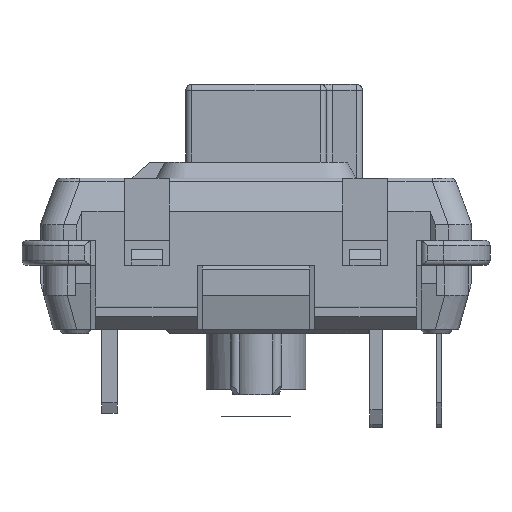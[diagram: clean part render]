
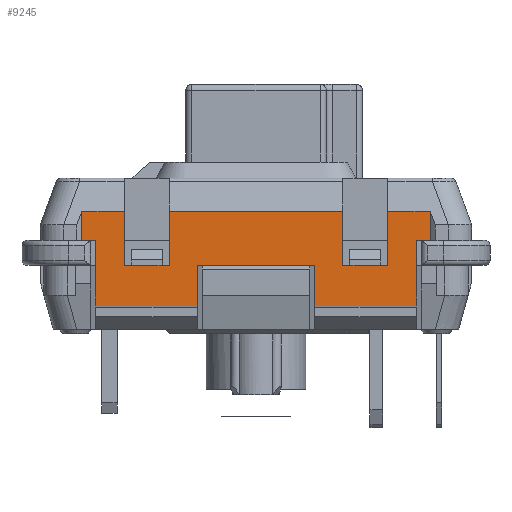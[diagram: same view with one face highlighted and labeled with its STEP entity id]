
A CAD part, left-side view. The second image highlights one B-rep face of the part: STEP entity #9245.
In plain terms, the highlighted planar face has unit normal (-1, 0, 0).
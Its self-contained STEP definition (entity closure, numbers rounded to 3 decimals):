
#589=FACE_OUTER_BOUND('',#1110,.T.);
#1110=EDGE_LOOP('',(#6469,#6470,#6471,#6472,#6473,#6474,#6475,#6476,#6477,
#6478,#6479,#6480,#6481,#6482,#6483,#6484,#6485,#6486,#6487,#6488));
#1575=LINE('',#12936,#2674);
#1583=LINE('',#12952,#2682);
#1593=LINE('',#12975,#2692);
#1598=LINE('',#12982,#2697);
#1746=LINE('',#13933,#2845);
#1750=LINE('',#13943,#2849);
#1759=LINE('',#13963,#2858);
#1763=LINE('',#13970,#2862);
#1788=LINE('',#14025,#2887);
#1795=LINE('',#14041,#2894);
#1802=LINE('',#14055,#2901);
#1804=LINE('',#14059,#2903);
#1833=LINE('',#14119,#2932);
#1837=LINE('',#14128,#2936);
#1838=LINE('',#14131,#2937);
#1839=LINE('',#14132,#2938);
#1840=LINE('',#14133,#2939);
#1841=LINE('',#14135,#2940);
#1842=LINE('',#14137,#2941);
#1843=LINE('',#14138,#2942);
#2674=VECTOR('',#10417,10.);
#2682=VECTOR('',#10429,10.);
#2692=VECTOR('',#10445,10.);
#2697=VECTOR('',#10452,10.);
#2845=VECTOR('',#10708,10.);
#2849=VECTOR('',#10716,10.);
#2858=VECTOR('',#10729,10.);
#2862=VECTOR('',#10737,10.);
#2887=VECTOR('',#10778,10.);
#2894=VECTOR('',#10791,10.);
#2901=VECTOR('',#10802,10.);
#2903=VECTOR('',#10806,10.);
#2932=VECTOR('',#10851,10.);
#2936=VECTOR('',#10857,10.);
#2937=VECTOR('',#10860,10.);
#2938=VECTOR('',#10861,10.);
#2939=VECTOR('',#10862,10.);
#2940=VECTOR('',#10863,10.);
#2941=VECTOR('',#10864,10.);
#2942=VECTOR('',#10865,10.);
#3773=VERTEX_POINT('',#12933);
#3774=VERTEX_POINT('',#12935);
#3779=VERTEX_POINT('',#12948);
#3780=VERTEX_POINT('',#12950);
#3790=VERTEX_POINT('',#12974);
#3902=VERTEX_POINT('',#13929);
#3904=VERTEX_POINT('',#13932);
#3908=VERTEX_POINT('',#13941);
#3917=VERTEX_POINT('',#13962);
#3918=VERTEX_POINT('',#13969);
#3938=VERTEX_POINT('',#14021);
#3940=VERTEX_POINT('',#14024);
#3951=VERTEX_POINT('',#14054);
#3952=VERTEX_POINT('',#14058);
#3974=VERTEX_POINT('',#14115);
#3976=VERTEX_POINT('',#14121);
#3979=VERTEX_POINT('',#14126);
#3980=VERTEX_POINT('',#14130);
#3981=VERTEX_POINT('',#14134);
#3982=VERTEX_POINT('',#14136);
#4658=EDGE_CURVE('',#3774,#3773,#1575,.T.);
#4666=EDGE_CURVE('',#3780,#3779,#1583,.T.);
#4676=EDGE_CURVE('',#3774,#3790,#1593,.T.);
#4681=EDGE_CURVE('',#3779,#3773,#1598,.T.);
#4849=EDGE_CURVE('',#3902,#3904,#1746,.T.);
#4854=EDGE_CURVE('',#3908,#3902,#1750,.T.);
#4864=EDGE_CURVE('',#3904,#3917,#1759,.T.);
#4868=EDGE_CURVE('',#3918,#3917,#1763,.T.);
#4895=EDGE_CURVE('',#3938,#3940,#1788,.T.);
#4903=EDGE_CURVE('',#3918,#3938,#1795,.T.);
#4911=EDGE_CURVE('',#3940,#3951,#1802,.T.);
#4913=EDGE_CURVE('',#3952,#3951,#1804,.T.);
#4944=EDGE_CURVE('',#3952,#3974,#1833,.T.);
#4948=EDGE_CURVE('',#3979,#3976,#1837,.T.);
#4949=EDGE_CURVE('',#3980,#3780,#1838,.T.);
#4950=EDGE_CURVE('',#3980,#3974,#1839,.T.);
#4951=EDGE_CURVE('',#3908,#3976,#1840,.T.);
#4952=EDGE_CURVE('',#3979,#3981,#1841,.T.);
#4953=EDGE_CURVE('',#3982,#3981,#1842,.T.);
#4954=EDGE_CURVE('',#3790,#3982,#1843,.T.);
#6469=ORIENTED_EDGE('',*,*,#4666,.F.);
#6470=ORIENTED_EDGE('',*,*,#4949,.F.);
#6471=ORIENTED_EDGE('',*,*,#4950,.T.);
#6472=ORIENTED_EDGE('',*,*,#4944,.F.);
#6473=ORIENTED_EDGE('',*,*,#4913,.T.);
#6474=ORIENTED_EDGE('',*,*,#4911,.F.);
#6475=ORIENTED_EDGE('',*,*,#4895,.F.);
#6476=ORIENTED_EDGE('',*,*,#4903,.F.);
#6477=ORIENTED_EDGE('',*,*,#4868,.T.);
#6478=ORIENTED_EDGE('',*,*,#4864,.F.);
#6479=ORIENTED_EDGE('',*,*,#4849,.F.);
#6480=ORIENTED_EDGE('',*,*,#4854,.F.);
#6481=ORIENTED_EDGE('',*,*,#4951,.T.);
#6482=ORIENTED_EDGE('',*,*,#4948,.F.);
#6483=ORIENTED_EDGE('',*,*,#4952,.T.);
#6484=ORIENTED_EDGE('',*,*,#4953,.F.);
#6485=ORIENTED_EDGE('',*,*,#4954,.F.);
#6486=ORIENTED_EDGE('',*,*,#4676,.F.);
#6487=ORIENTED_EDGE('',*,*,#4658,.T.);
#6488=ORIENTED_EDGE('',*,*,#4681,.F.);
#8873=PLANE('',#9786);
#9245=ADVANCED_FACE('',(#589),#8873,.T.);
#9786=AXIS2_PLACEMENT_3D('',#14129,#10858,#10859);
#10417=DIRECTION('',(0.,-1.,0.));
#10429=DIRECTION('',(0.,1.,0.));
#10445=DIRECTION('',(0.,0.,-1.));
#10452=DIRECTION('',(0.,0.,1.));
#10708=DIRECTION('',(0.,-1.,0.));
#10716=DIRECTION('',(0.,0.,-1.));
#10729=DIRECTION('',(0.,0.,1.));
#10737=DIRECTION('',(0.,1.,0.));
#10778=DIRECTION('',(0.,-1.,0.));
#10791=DIRECTION('',(0.,0.,-1.));
#10802=DIRECTION('',(0.,0.,1.));
#10806=DIRECTION('',(0.,1.,0.));
#10851=DIRECTION('',(0.,0.,-1.));
#10857=DIRECTION('',(0.,0.,1.));
#10858=DIRECTION('center_axis',(-1.,0.,0.));
#10859=DIRECTION('ref_axis',(0.,1.,0.));
#10860=DIRECTION('',(0.,0.,-1.));
#10861=DIRECTION('',(0.,-1.,0.));
#10862=DIRECTION('',(0.,1.,0.));
#10863=DIRECTION('',(0.,-1.,0.));
#10864=DIRECTION('',(0.,0.,1.));
#10865=DIRECTION('',(0.,1.,0.));
#12933=CARTESIAN_POINT('',(-6.749,-1.878,0.));
#12935=CARTESIAN_POINT('',(-6.749,1.878,0.));
#12936=CARTESIAN_POINT('',(-6.749,1.878,0.));
#12948=CARTESIAN_POINT('',(-6.749,-1.878,-1.304));
#12950=CARTESIAN_POINT('',(-6.749,-5.145,-1.304));
#12952=CARTESIAN_POINT('',(-6.749,-5.145,-1.304));
#12974=CARTESIAN_POINT('',(-6.749,1.878,-1.304));
#12975=CARTESIAN_POINT('',(-6.749,1.878,0.));
#12982=CARTESIAN_POINT('',(-6.749,-1.878,-1.304));
#13929=CARTESIAN_POINT('',(-6.749,4.222,0.));
#13932=CARTESIAN_POINT('',(-6.749,2.781,0.));
#13933=CARTESIAN_POINT('',(-6.749,4.222,0.));
#13941=CARTESIAN_POINT('',(-6.749,4.222,1.742));
#13943=CARTESIAN_POINT('',(-6.749,4.222,1.742));
#13962=CARTESIAN_POINT('',(-6.749,2.781,1.742));
#13963=CARTESIAN_POINT('',(-6.749,2.781,0.));
#13969=CARTESIAN_POINT('',(-6.749,-2.781,1.742));
#13970=CARTESIAN_POINT('',(-6.749,2.791,1.742));
#14021=CARTESIAN_POINT('',(-6.749,-2.781,0.));
#14024=CARTESIAN_POINT('',(-6.749,-4.222,0.));
#14025=CARTESIAN_POINT('',(-6.749,-2.781,0.));
#14041=CARTESIAN_POINT('',(-6.749,-2.781,1.742));
#14054=CARTESIAN_POINT('',(-6.749,-4.222,1.742));
#14055=CARTESIAN_POINT('',(-6.749,-4.222,0.));
#14058=CARTESIAN_POINT('',(-6.749,-5.582,1.742));
#14059=CARTESIAN_POINT('',(-6.749,0.167,1.742));
#14115=CARTESIAN_POINT('',(-6.749,-5.582,0.8));
#14119=CARTESIAN_POINT('',(-6.749,-5.582,1.742));
#14121=CARTESIAN_POINT('',(-6.749,5.582,1.742));
#14126=CARTESIAN_POINT('',(-6.749,5.582,0.8));
#14128=CARTESIAN_POINT('',(-6.749,5.582,0.8));
#14129=CARTESIAN_POINT('Origin',(-6.749,5.582,1.742));
#14130=CARTESIAN_POINT('',(-6.749,-5.145,0.8));
#14131=CARTESIAN_POINT('',(-6.749,-5.145,0.8));
#14132=CARTESIAN_POINT('',(-6.749,-5.145,0.8));
#14133=CARTESIAN_POINT('',(-6.749,5.415,1.742));
#14134=CARTESIAN_POINT('',(-6.749,5.145,0.8));
#14135=CARTESIAN_POINT('',(-6.749,5.582,0.8));
#14136=CARTESIAN_POINT('',(-6.749,5.145,-1.304));
#14137=CARTESIAN_POINT('',(-6.749,5.145,-1.304));
#14138=CARTESIAN_POINT('',(-6.749,1.878,-1.304));
